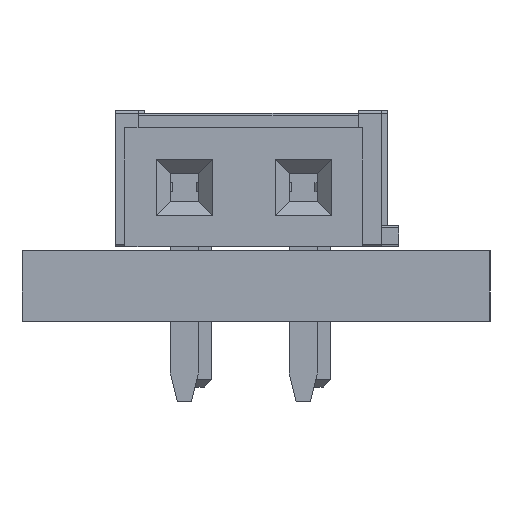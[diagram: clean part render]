
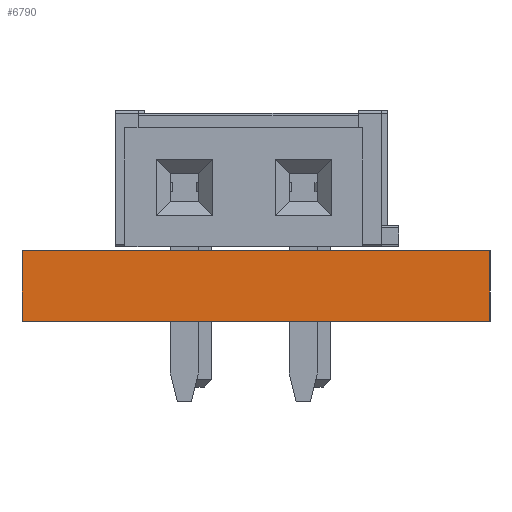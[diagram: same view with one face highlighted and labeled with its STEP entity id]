
A CAD part, left-side view. The second image highlights one B-rep face of the part: STEP entity #6790.
In plain terms, the highlighted planar face has unit normal (-1, 0, 0).
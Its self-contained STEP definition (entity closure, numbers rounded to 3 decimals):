
#6734 = VERTEX_POINT('',#6735);
#6735 = CARTESIAN_POINT('',(68.5,-70.75,1.51));
#6741 = EDGE_CURVE('',#6742,#6734,#6744,.T.);
#6742 = VERTEX_POINT('',#6743);
#6743 = CARTESIAN_POINT('',(68.5,-70.75,0.));
#6744 = LINE('',#6745,#6746);
#6745 = CARTESIAN_POINT('',(68.5,-70.75,0.));
#6746 = VECTOR('',#6747,1.);
#6747 = DIRECTION('',(0.,0.,1.));
#6790 = ADVANCED_FACE('',(#6791),#6816,.T.);
#6791 = FACE_BOUND('',#6792,.T.);
#6792 = EDGE_LOOP('',(#6793,#6794,#6802,#6810));
#6793 = ORIENTED_EDGE('',*,*,#6741,.T.);
#6794 = ORIENTED_EDGE('',*,*,#6795,.T.);
#6795 = EDGE_CURVE('',#6734,#6796,#6798,.T.);
#6796 = VERTEX_POINT('',#6797);
#6797 = CARTESIAN_POINT('',(68.5,-60.75,1.51));
#6798 = LINE('',#6799,#6800);
#6799 = CARTESIAN_POINT('',(68.5,-70.75,1.51));
#6800 = VECTOR('',#6801,1.);
#6801 = DIRECTION('',(0.,1.,0.));
#6802 = ORIENTED_EDGE('',*,*,#6803,.F.);
#6803 = EDGE_CURVE('',#6804,#6796,#6806,.T.);
#6804 = VERTEX_POINT('',#6805);
#6805 = CARTESIAN_POINT('',(68.5,-60.75,0.));
#6806 = LINE('',#6807,#6808);
#6807 = CARTESIAN_POINT('',(68.5,-60.75,0.));
#6808 = VECTOR('',#6809,1.);
#6809 = DIRECTION('',(0.,0.,1.));
#6810 = ORIENTED_EDGE('',*,*,#6811,.F.);
#6811 = EDGE_CURVE('',#6742,#6804,#6812,.T.);
#6812 = LINE('',#6813,#6814);
#6813 = CARTESIAN_POINT('',(68.5,-70.75,0.));
#6814 = VECTOR('',#6815,1.);
#6815 = DIRECTION('',(0.,1.,0.));
#6816 = PLANE('',#6817);
#6817 = AXIS2_PLACEMENT_3D('',#6818,#6819,#6820);
#6818 = CARTESIAN_POINT('',(68.5,-70.75,0.));
#6819 = DIRECTION('',(-1.,0.,0.));
#6820 = DIRECTION('',(0.,1.,0.));
